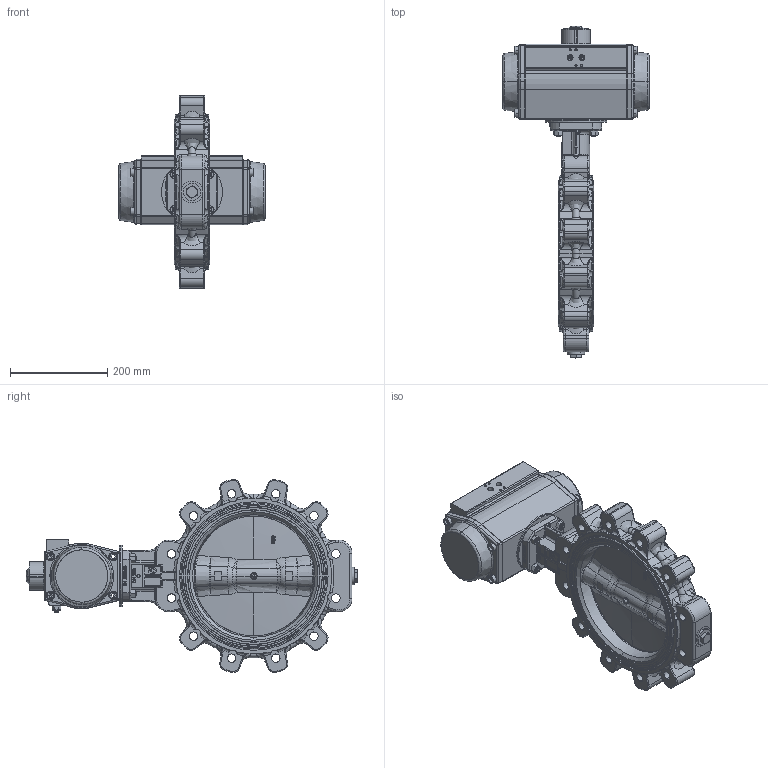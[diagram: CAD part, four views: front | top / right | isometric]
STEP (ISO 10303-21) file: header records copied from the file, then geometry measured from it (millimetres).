
FILE_DESCRIPTION (( 'STEP AP203' ), '1' );
FILE_NAME ('AK02_DN250_GD_pneu..STEP', '2022-11-04T07:33:15', ( '' ), ( '' ), 'SwSTEP 2.0', 'SolidWorks 2021', '' );
FILE_SCHEMA (( 'CONFIG_CONTROL_DESIGN' ));
Length unit declared in the file: metre
Products named in the file (1): AK02_DN250_GD_pneu.
Bounding box: 301 x 682.49 x 396.59 mm (x, y, z)
Surface area: 684691.4 mm2 (no closed solid volume)
Topology: 0 solids, 390 shells, 1409 faces, 4854 edges, 3720 vertices
Faces by surface type: cylinder 439, plane 344, bspline 242, torus 230, cone 114, sphere 40
Entity records: 91917 total; most frequent: CARTESIAN_POINT 52874, DIRECTION 7747, ORIENTED_EDGE 7124, EDGE_CURVE 4772, VERTEX_POINT 3717, AXIS2_PLACEMENT_3D 3014, CIRCLE 1846, VECTOR 1719
